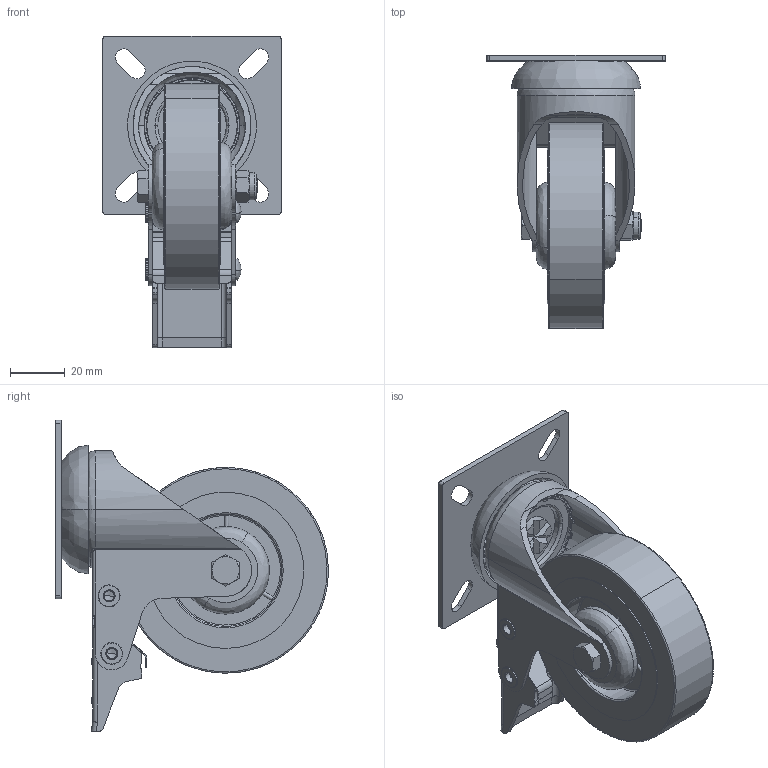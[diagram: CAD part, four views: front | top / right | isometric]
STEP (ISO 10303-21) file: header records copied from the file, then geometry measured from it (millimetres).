
FILE_DESCRIPTION (( 'STEP AP203' ), '1' );
FILE_NAME ('AL-SCgb93 (33).STEP', '2025-02-27T11:04:44', ( '' ), ( '' ), 'SwSTEP 2.0', 'SolidWorks 2021', '' );
FILE_SCHEMA (( 'CONFIG_CONTROL_DESIGN' ));
Length unit declared in the file: millimetre
Products named in the file (1): AL-SCgb93 (33)
Bounding box: 65 x 99.49 x 113.5 mm (x, y, z)
Surface area: 61118.7 mm2 (no closed solid volume)
Topology: 0 solids, 37 shells, 1019 faces, 2529 edges, 1458 vertices
Faces by surface type: cylinder 405, bspline 354, plane 233, cone 27
Entity records: 44625 total; most frequent: CARTESIAN_POINT 23474, ORIENTED_EDGE 4768, DIRECTION 4066, EDGE_CURVE 2385, AXIS2_PLACEMENT_3D 1610, VERTEX_POINT 1458, EDGE_LOOP 1074, FACE_OUTER_BOUND 1019
